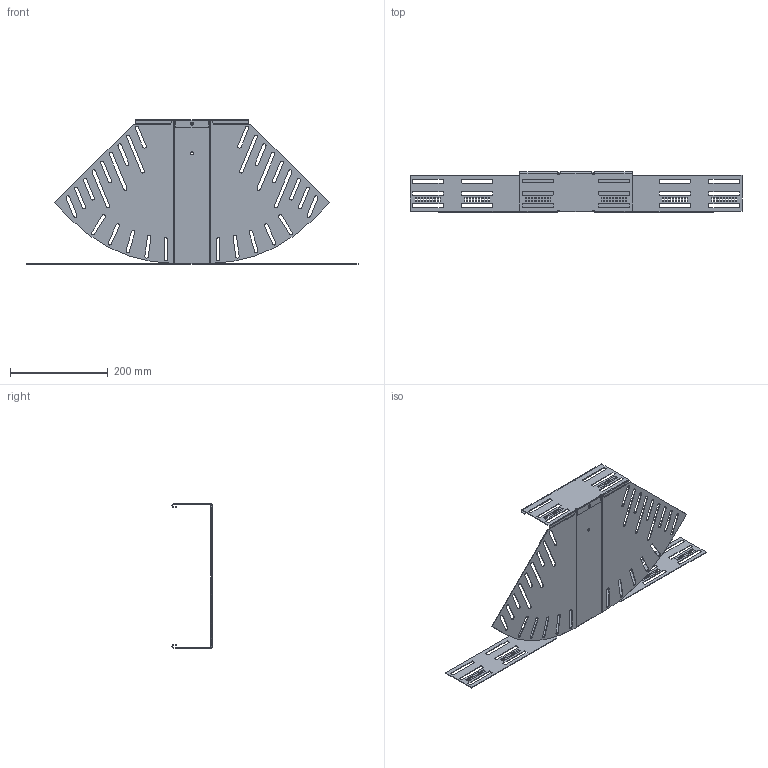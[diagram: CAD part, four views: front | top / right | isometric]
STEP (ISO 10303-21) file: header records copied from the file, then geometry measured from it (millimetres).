
FILE_DESCRIPTION (( 'STEP AP214' ), '1' );
FILE_NAME ('6037225.STEP', '2024-10-24T14:36:20', ( '' ), ( '' ), 'SwSTEP 2.0', 'SolidWorks 2024', '' );
FILE_SCHEMA (( 'AUTOMOTIVE_DESIGN' ));
Length unit declared in the file: millimetre
Products named in the file (3): 181455_300; 167655_85x0°; 6037225
Assembly tree (2 placements, depth 2):
  6037225
    181455_300
    167655_85x0°
Bounding box: 678 x 82 x 295 mm (x, y, z)
Volume: 210991.7 mm3; surface area: 350796.4 mm2
Topology: 2 solids, 2 shells, 648 faces, 1836 edges, 1192 vertices
Faces by surface type: plane 438, cylinder 200, bspline 10
Entity records: 21570 total; most frequent: CARTESIAN_POINT 4049, ORIENTED_EDGE 3672, DIRECTION 3462, EDGE_CURVE 1836, LINE 1416, VECTOR 1416, VERTEX_POINT 1192, AXIS2_PLACEMENT_3D 1023
